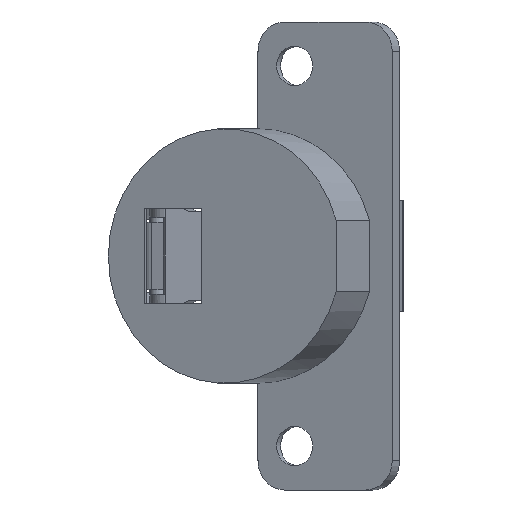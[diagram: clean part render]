
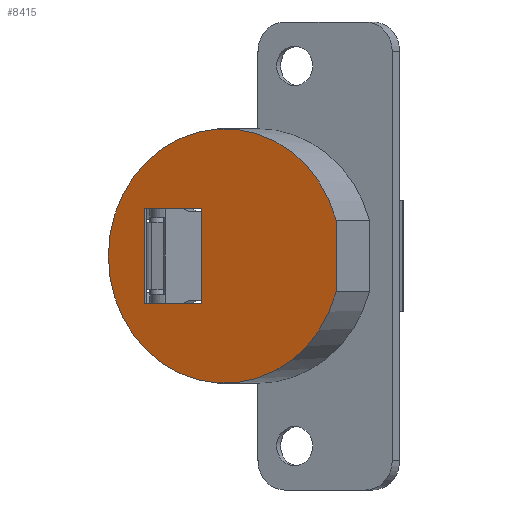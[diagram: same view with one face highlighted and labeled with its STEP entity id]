
A CAD part, front view. The second image highlights one B-rep face of the part: STEP entity #8415.
In plain terms, the highlighted planar face has unit normal (-0.407, -0.913, 0).
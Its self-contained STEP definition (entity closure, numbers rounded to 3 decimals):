
#2849=DIRECTION('',(-0.914,0.407,0.));
#2850=VECTOR('',#2849,8.5);
#2851=CARTESIAN_POINT('',(-0.813,-11.898,6.5));
#2852=LINE('',#2851,#2850);
#3009=DIRECTION('',(0.914,-0.407,0.));
#3010=VECTOR('',#3009,8.5);
#3011=CARTESIAN_POINT('',(-8.578,-8.441,-6.5));
#3012=LINE('',#3011,#3010);
#3113=DIRECTION('',(0.,0.,1.));
#3114=VECTOR('',#3113,9.771);
#3115=CARTESIAN_POINT('',(17.641,-20.115,
-4.886));
#3116=LINE('',#3115,#3114);
#3120=CARTESIAN_POINT('',(2.385,-13.322,0.));
#3121=DIRECTION('',(-0.407,-0.914,0.));
#3122=DIRECTION('',(-0.914,0.407,0.));
#3123=AXIS2_PLACEMENT_3D('',#3120,#3121,#3122);
#3128=CARTESIAN_POINT('',(2.385,-13.322,0.));
#3129=DIRECTION('',(-0.407,-0.914,0.));
#3130=DIRECTION('',(0.877,-0.39,0.281));
#3131=AXIS2_PLACEMENT_3D('',#3128,#3129,#3130);
#3136=DIRECTION('',(0.,0.,1.));
#3137=VECTOR('',#3136,13.);
#3138=CARTESIAN_POINT('',(-8.578,-8.441,-6.5));
#3139=LINE('',#3138,#3137);
#3788=DIRECTION('',(0.,0.,1.));
#3789=VECTOR('',#3788,13.);
#3790=CARTESIAN_POINT('',(-0.813,-11.898,-6.5));
#3791=LINE('',#3790,#3789);
#6133=CARTESIAN_POINT('',(-0.813,-11.898,6.5));
#6134=VERTEX_POINT('',#6133);
#6167=CARTESIAN_POINT('',(-8.578,-8.441,6.5));
#6168=VERTEX_POINT('',#6167);
#6185=CARTESIAN_POINT('',(-0.813,-11.898,-6.5));
#6186=VERTEX_POINT('',#6185);
#6219=CARTESIAN_POINT('',(17.641,-20.115,
-4.886));
#6220=CARTESIAN_POINT('',(17.641,-20.115,4.886));
#6221=VERTEX_POINT('',#6219);
#6222=VERTEX_POINT('',#6220);
#6223=CARTESIAN_POINT('',(-8.578,-8.441,-6.5));
#6224=VERTEX_POINT('',#6223);
#6245=CARTESIAN_POINT('',(-13.511,-6.244,
0.));
#6246=VERTEX_POINT('',#6245);
#8395=CARTESIAN_POINT('',(2.385,-13.322,0.));
#8396=DIRECTION('',(0.407,0.914,0.));
#8397=DIRECTION('',(0.914,-0.407,0.));
#8398=AXIS2_PLACEMENT_3D('',#8395,#8396,#8397);
#8399=PLANE('',#8398);
#8401=ORIENTED_EDGE('',*,*,#8400,.F.);
#8403=ORIENTED_EDGE('',*,*,#8402,.F.);
#8405=ORIENTED_EDGE('',*,*,#8404,.F.);
#8406=EDGE_LOOP('',(#8401,#8403,#8405));
#8407=FACE_OUTER_BOUND('',#8406,.F.);
#8408=ORIENTED_EDGE('',*,*,#8321,.T.);
#8410=ORIENTED_EDGE('',*,*,#8409,.T.);
#8411=ORIENTED_EDGE('',*,*,#8183,.T.);
#8412=ORIENTED_EDGE('',*,*,#8388,.F.);
#8413=EDGE_LOOP('',(#8408,#8410,#8411,#8412));
#8414=FACE_BOUND('',#8413,.F.);
#3124=CIRCLE('',#3123,17.4);
#3132=CIRCLE('',#3131,17.4);
#8183=EDGE_CURVE('',#6134,#6168,#2852,.T.);
#8321=EDGE_CURVE('',#6224,#6186,#3012,.T.);
#8388=EDGE_CURVE('',#6224,#6168,#3139,.T.);
#8400=EDGE_CURVE('',#6221,#6222,#3116,.T.);
#8402=EDGE_CURVE('',#6246,#6221,#3124,.T.);
#8404=EDGE_CURVE('',#6222,#6246,#3132,.T.);
#8409=EDGE_CURVE('',#6186,#6134,#3791,.T.);
#8415=ADVANCED_FACE('',(#8407,#8414),#8399,.F.);
